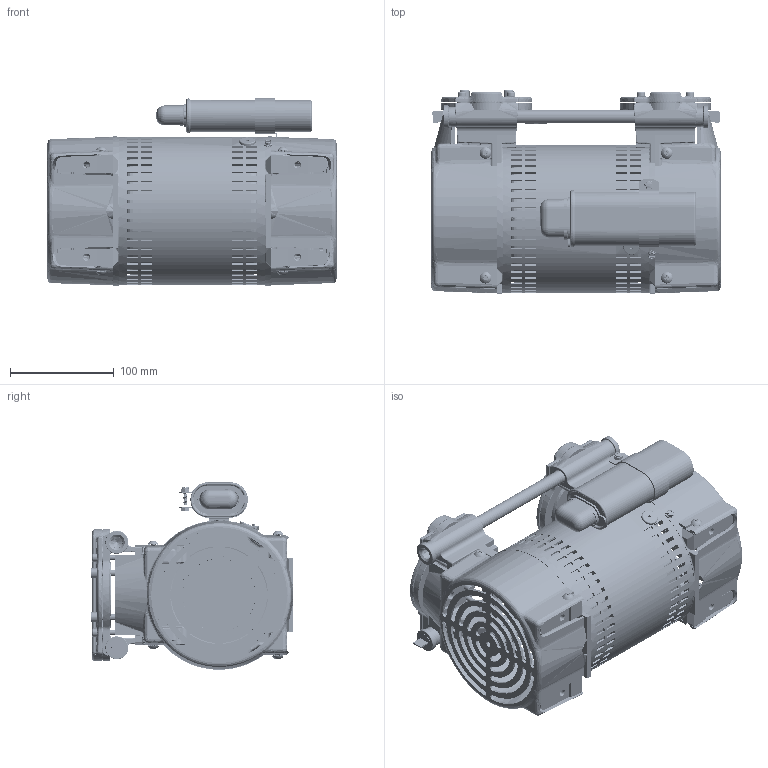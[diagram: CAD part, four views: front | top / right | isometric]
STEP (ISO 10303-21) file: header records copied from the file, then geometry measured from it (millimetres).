
FILE_DESCRIPTION (( 'STEP AP214' ), '1' );
FILE_NAME ('71R545-P545-D402X.STEP', '2025-03-31T13:30:56', ( '' ), ( '' ), 'SwSTEP 2.0', 'SolidWorks 2023', '' );
FILE_SCHEMA (( 'AUTOMOTIVE_DESIGN' ));
Length unit declared in the file: inch
Products named in the file (10): 71R545-P545-D402X; AH364C; AE451A; AF255B; 71R545-P315B-N570X_imported; AT261_91770A829; AJ324B; BC164; BB330B; AT252_SERIES_AT252K
Assembly tree (18 placements, depth 2):
  71R545-P545-D402X
    71R545-P315B-N570X_imported
    AE451A  x2
    BB330B
    BC164  x2
    AF255B
    AT261_91770A829  x8
    AJ324B
    AH364C
    AT252_SERIES_AT252K
Bounding box: 278.38 x 195.47 x 180.73 mm (x, y, z)
Volume: 2509947.6 mm3; surface area: 661013.7 mm2
Topology: 69 solids, 70 shells, 6335 faces, 16185 edges, 9829 vertices
Faces by surface type: bspline 5332, plane 541, cylinder 341, cone 96, torus 23, sphere 2
Full cylindrical faces by diameter (mm): 1.778 x8, 2.474 x1, 2.728 x1, 3.505 x2, 3.556 x1, 4.064 x8, 4.572 x1, 6.858 x1, 8.357 x2, 8.382 x1, 10.16 x4, 10.541 x2, 11.087 x8, 12.573 x2, 12.7 x1, 15.469 x2, 17.526 x2, 19.05 x2
Entity records: 219570 total; most frequent: CARTESIAN_POINT 139337, ORIENTED_EDGE 26198, EDGE_CURVE 13099, VERTEX_POINT 8203, B_SPLINE_CURVE_WITH_KNOTS 7622, EDGE_LOOP 6372, FACE_OUTER_BOUND 5612, ADVANCED_FACE 5346
